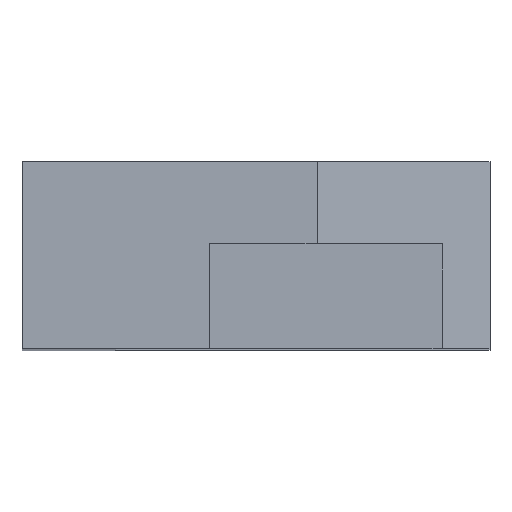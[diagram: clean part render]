
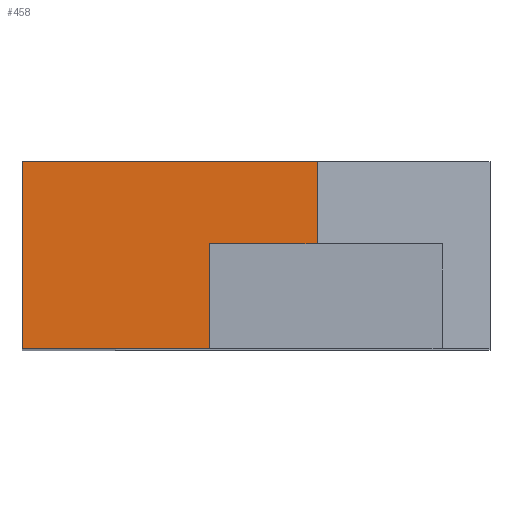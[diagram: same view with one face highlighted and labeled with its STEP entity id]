
A CAD part, top view. The second image highlights one B-rep face of the part: STEP entity #458.
In plain terms, the highlighted planar face has unit normal (0, 0, 1).
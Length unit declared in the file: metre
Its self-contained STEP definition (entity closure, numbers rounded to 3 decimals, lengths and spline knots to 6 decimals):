
#72=ORIENTED_EDGE('',*,*,#184,.F.);
#73=ORIENTED_EDGE('',*,*,#185,.T.);
#74=ORIENTED_EDGE('',*,*,#161,.T.);
#75=ORIENTED_EDGE('',*,*,#186,.T.);
#76=ORIENTED_EDGE('',*,*,#187,.F.);
#77=ORIENTED_EDGE('',*,*,#167,.F.);
#161=EDGE_CURVE('',#217,#221,#265,.T.);
#167=EDGE_CURVE('',#226,#228,#267,.T.);
#184=EDGE_CURVE('',#239,#226,#284,.T.);
#185=EDGE_CURVE('',#239,#217,#285,.T.);
#186=EDGE_CURVE('',#221,#240,#286,.T.);
#187=EDGE_CURVE('',#228,#240,#287,.T.);
#217=VERTEX_POINT('',#664);
#221=VERTEX_POINT('',#672);
#226=VERTEX_POINT('',#684);
#228=VERTEX_POINT('',#687);
#239=VERTEX_POINT('',#719);
#240=VERTEX_POINT('',#722);
#265=LINE('',#673,#313);
#267=LINE('',#686,#315);
#284=LINE('',#718,#332);
#285=LINE('',#720,#333);
#286=LINE('',#721,#334);
#287=LINE('',#723,#335);
#313=VECTOR('',#542,1.);
#315=VECTOR('',#554,1.);
#332=VECTOR('',#579,1.);
#333=VECTOR('',#580,1.);
#334=VECTOR('',#581,1.);
#335=VECTOR('',#582,1.);
#360=EDGE_LOOP('',(#72,#73,#74,#75,#76,#77));
#402=FACE_BOUND('',#360,.T.);
#440=PLANE('',#499);
#458=ADVANCED_FACE('',(#402),#440,.F.);
#499=AXIS2_PLACEMENT_3D('',#717,#577,#578);
#542=DIRECTION('',(0.,1.,0.));
#554=DIRECTION('',(-1.,0.,0.));
#577=DIRECTION('',(0.,0.,-1.));
#578=DIRECTION('',(-1.,0.,0.));
#579=DIRECTION('',(0.,-1.,0.));
#580=DIRECTION('',(1.,0.,0.));
#581=DIRECTION('',(-1.,0.,0.));
#582=DIRECTION('',(0.,1.,0.));
#664=CARTESIAN_POINT('',(0.000764,-0.05308,0.02516));
#672=CARTESIAN_POINT('',(0.000764,-0.04868,0.02516));
#673=CARTESIAN_POINT('',(0.000764,-0.05868,0.02516));
#684=CARTESIAN_POINT('',(-0.005,-0.05868,0.02516));
#686=CARTESIAN_POINT('',(-0.007118,-0.05868,0.02516));
#687=CARTESIAN_POINT('',(-0.015,-0.05868,0.02516));
#717=CARTESIAN_POINT('',(-0.007118,-0.05868,0.02516));
#718=CARTESIAN_POINT('',(-0.005,-0.05588,0.02516));
#719=CARTESIAN_POINT('',(-0.005,-0.05308,0.02516));
#720=CARTESIAN_POINT('',(-0.005,-0.05308,0.02516));
#721=CARTESIAN_POINT('',(-0.007118,-0.04868,0.02516));
#722=CARTESIAN_POINT('',(-0.015,-0.04868,0.02516));
#723=CARTESIAN_POINT('',(-0.015,-0.05868,0.02516));
